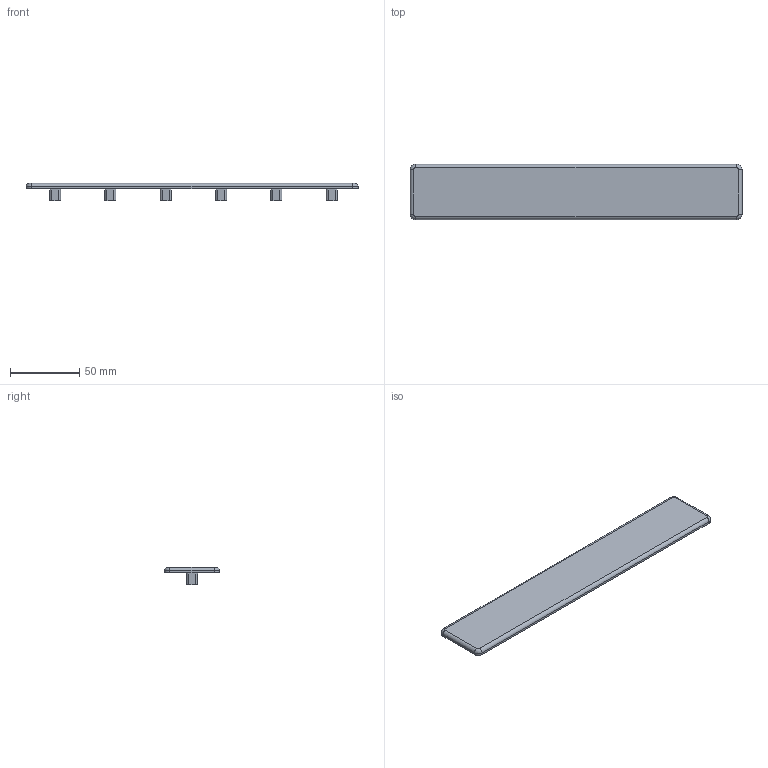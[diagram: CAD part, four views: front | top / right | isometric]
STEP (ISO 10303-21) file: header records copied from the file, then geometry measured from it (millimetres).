
FILE_DESCRIPTION (( 'STEP AP214' ), '1' );
FILE_NAME ('BASE08E1358-Embout 8 240x40.step', '2023-03-24T09:47:56', ( 'Altae' ), ( '' ), 'SwSTEP 2.0', 'SolidWorks 2021', '' );
FILE_SCHEMA (( 'AUTOMOTIVE_DESIGN' ));
Length unit declared in the file: millimetre
Products named in the file (1): BASE08E1358-Embout 8 240x40
Bounding box: 240 x 40 x 12.5 mm (x, y, z)
Volume: 28043.6 mm3; surface area: 23975.9 mm2
Topology: 1 solids, 1 shells, 99 faces, 244 edges, 160 vertices
Faces by surface type: cylinder 48, plane 47, torus 4
Entity records: 3044 total; most frequent: CARTESIAN_POINT 572, DIRECTION 536, ORIENTED_EDGE 488, EDGE_CURVE 244, AXIS2_PLACEMENT_3D 196, VERTEX_POINT 160, LINE 144, VECTOR 144
